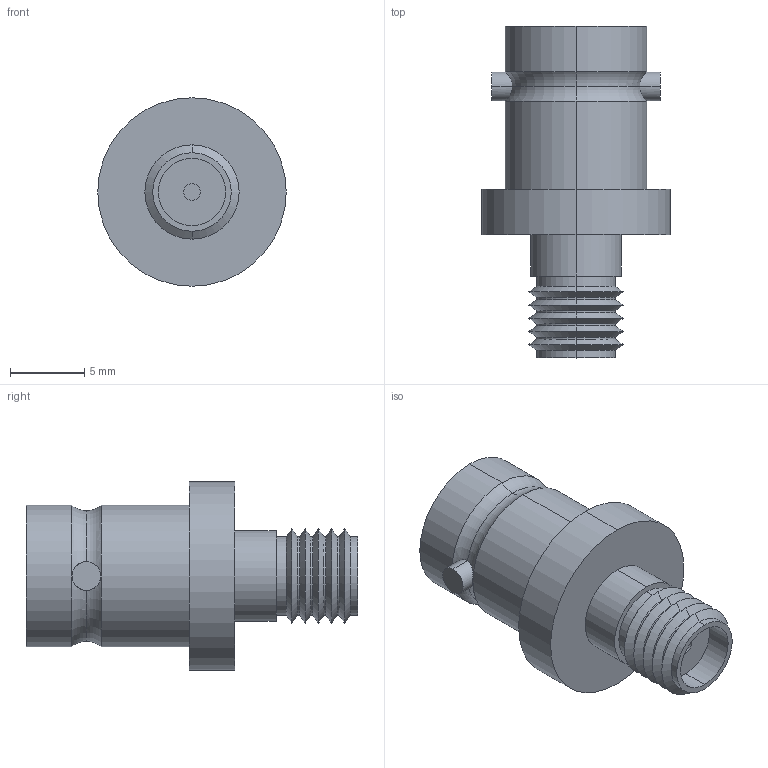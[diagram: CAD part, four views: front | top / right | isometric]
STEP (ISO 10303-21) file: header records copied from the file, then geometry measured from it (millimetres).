
FILE_DESCRIPTION (( 'STEP AP214' ), '1' );
FILE_NAME ('FMAD10079_3D.step', '2025-02-24T20:24:59', ( '' ), ( '' ), 'SwSTEP 2.0', 'SolidWorks 2022', '' );
FILE_SCHEMA (( 'AUTOMOTIVE_DESIGN' ));
Length unit declared in the file: inch
Products named in the file (1): FMAD10079_3D
Bounding box: 12.7 x 22.35 x 12.7 mm (x, y, z)
Volume: 937.8 mm3; surface area: 1274.9 mm2
Topology: 1 solids, 1 shells, 70 faces, 140 edges, 80 vertices
Faces by surface type: cylinder 34, cone 20, plane 12, torus 4
Entity records: 2118 total; most frequent: CARTESIAN_POINT 363, DIRECTION 360, ORIENTED_EDGE 280, AXIS2_PLACEMENT_3D 153, EDGE_CURVE 140, CIRCLE 82, VERTEX_POINT 80, EDGE_LOOP 78
